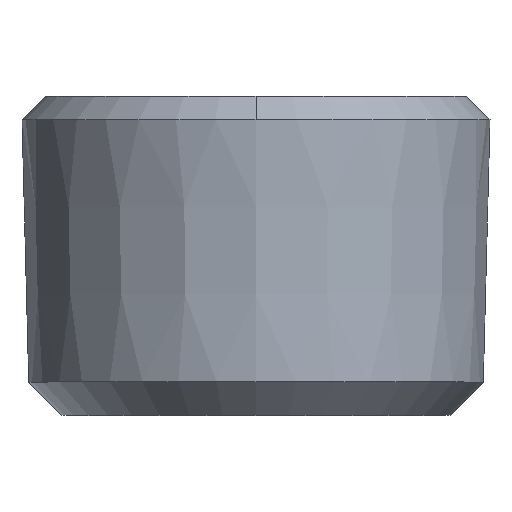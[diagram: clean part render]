
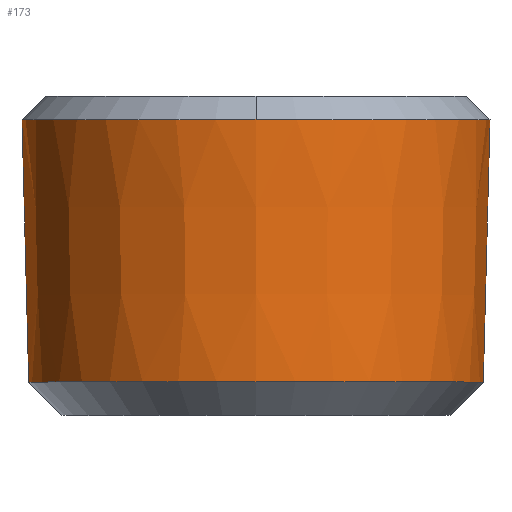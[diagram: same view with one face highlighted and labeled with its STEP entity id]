
A CAD part, top view. The second image highlights one B-rep face of the part: STEP entity #173.
In plain terms, the highlighted conical face has half-angle 1.47 degrees and reference radius 8.462 mm.
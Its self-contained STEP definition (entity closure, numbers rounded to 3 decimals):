
#1 = EDGE_CURVE ( 'NONE', #170, #162, #211, .T. ) ;
#13 = ORIENTED_EDGE ( 'NONE', *, *, #1, .F. ) ;
#117 = ORIENTED_EDGE ( 'NONE', *, *, #169, .F. ) ;
#157 = EDGE_LOOP ( 'NONE', ( #117, #163, #171, #167, #13 ) ) ;
#162 = VERTEX_POINT ( 'NONE', #543 ) ;
#163 = ORIENTED_EDGE ( 'NONE', *, *, #175, .T. ) ;
#167 = ORIENTED_EDGE ( 'NONE', *, *, #168, .T. ) ;
#168 = EDGE_CURVE ( 'NONE', #177, #162, #553, .T. ) ;
#169 = EDGE_CURVE ( 'NONE', #174, #170, #547, .T. ) ;
#170 = VERTEX_POINT ( 'NONE', #560 ) ;
#171 = ORIENTED_EDGE ( 'NONE', *, *, #172, .T. ) ;
#172 = EDGE_CURVE ( 'NONE', #176, #177, #562, .T. ) ;
#173 = ADVANCED_FACE ( 'NONE', ( #563 ), #576, .T. ) ;
#174 = VERTEX_POINT ( 'NONE', #586 ) ;
#175 = EDGE_CURVE ( 'NONE', #174, #176, #581, .T. ) ;
#176 = VERTEX_POINT ( 'NONE', #596 ) ;
#177 = VERTEX_POINT ( 'NONE', #572 ) ;
#208 = DIRECTION ( 'NONE',  ( -0.026, 1., 0. ) ) ;
#209 = VECTOR ( 'NONE', #208, 1000. ) ;
#210 = CARTESIAN_POINT ( 'NONE',  ( -8.462, 11.5, 0. ) ) ;
#211 = LINE ( 'NONE', #210, #209 ) ;
#495 = CARTESIAN_POINT ( 'NONE',  ( 0., 1.2, 0. ) ) ;
#531 = AXIS2_PLACEMENT_3D ( 'NONE', #495, #537, #555 ) ;
#537 = DIRECTION ( 'NONE',  ( 0., -1., 0. ) ) ;
#543 = CARTESIAN_POINT ( 'NONE',  ( -8.44, 10.66, 0. ) ) ;
#547 = CIRCLE ( 'NONE', #531, 8.198 ) ;
#549 = DIRECTION ( 'NONE',  ( -1., 0., 0. ) ) ;
#550 = DIRECTION ( 'NONE',  ( 0., -1., 0. ) ) ;
#551 = CARTESIAN_POINT ( 'NONE',  ( 0., 10.66, 0. ) ) ;
#552 = AXIS2_PLACEMENT_3D ( 'NONE', #551, #550, #549 ) ;
#553 = CIRCLE ( 'NONE', #552, 8.44 ) ;
#554 = CARTESIAN_POINT ( 'NONE',  ( 0., 10.66, 0. ) ) ;
#555 = DIRECTION ( 'NONE',  ( 1., 0., 0. ) ) ;
#558 = DIRECTION ( 'NONE',  ( -1., 0., 0. ) ) ;
#559 = DIRECTION ( 'NONE',  ( 0., -1., 0. ) ) ;
#560 = CARTESIAN_POINT ( 'NONE',  ( -8.198, 1.2, 0. ) ) ;
#561 = AXIS2_PLACEMENT_3D ( 'NONE', #554, #559, #558 ) ;
#562 = CIRCLE ( 'NONE', #561, 8.44 ) ;
#563 = FACE_OUTER_BOUND ( 'NONE', #157, .T. ) ;
#564 = DIRECTION ( 'NONE',  ( 0., 1., 0. ) ) ;
#565 = CARTESIAN_POINT ( 'NONE',  ( 0., 11.5, 0. ) ) ;
#572 = CARTESIAN_POINT ( 'NONE',  ( 0., 10.66, 8.44 ) ) ;
#573 = DIRECTION ( 'NONE',  ( 0.026, 1., 0. ) ) ;
#574 = VECTOR ( 'NONE', #573, 1000. ) ;
#576 = CONICAL_SURFACE ( 'NONE', #597, 8.462, 0.026 ) ;
#580 = CARTESIAN_POINT ( 'NONE',  ( 8.462, 11.5, 0. ) ) ;
#581 = LINE ( 'NONE', #580, #574 ) ;
#586 = CARTESIAN_POINT ( 'NONE',  ( 8.198, 1.2, 0. ) ) ;
#587 = DIRECTION ( 'NONE',  ( -1., 0., 0. ) ) ;
#596 = CARTESIAN_POINT ( 'NONE',  ( 8.44, 10.66, 0. ) ) ;
#597 = AXIS2_PLACEMENT_3D ( 'NONE', #565, #564, #587 ) ;
